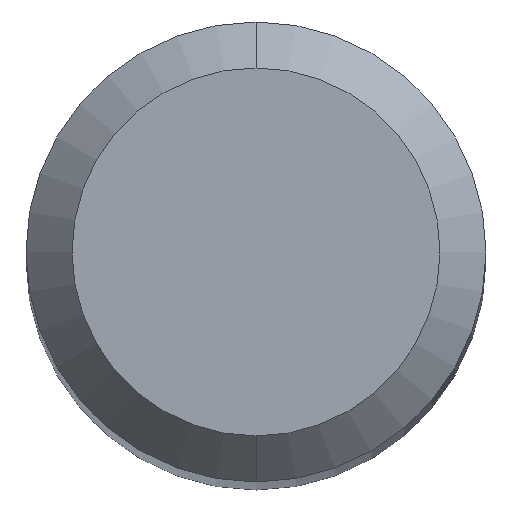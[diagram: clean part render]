
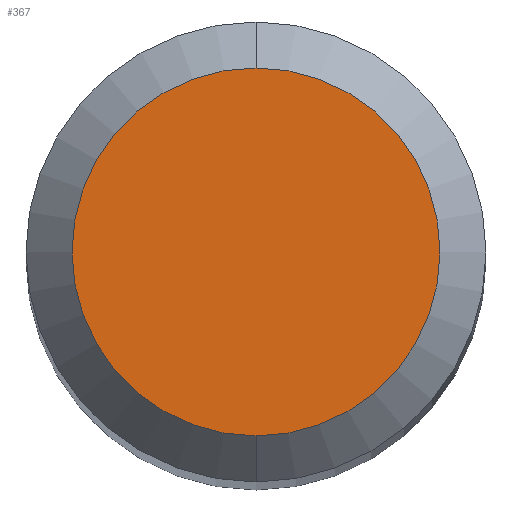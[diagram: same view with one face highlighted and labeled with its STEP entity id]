
A CAD part, top view. The second image highlights one B-rep face of the part: STEP entity #367.
In plain terms, the highlighted planar face has unit normal (0, 0, 1).
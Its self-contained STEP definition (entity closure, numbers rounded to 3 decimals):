
#183=VERTEX_POINT('',#490);
#241=VERTEX_POINT('',#552);
#283=EDGE_CURVE('',#183,#241,#599,.T.);
#367=ADVANCED_FACE('',(#694),#695,.T.);
#433=EDGE_CURVE('',#241,#183,#767,.T.);
#490=CARTESIAN_POINT('',(0.,-1.2,0.));
#552=CARTESIAN_POINT('',(0.0,1.2,0.));
#599=CIRCLE('',#1047,1.2);
#694=FACE_OUTER_BOUND('',#1215,.T.);
#695=PLANE('',#1216);
#767=CIRCLE('',#1368,1.2);
#1047=AXIS2_PLACEMENT_3D('',#1569,#1570,#1571);
#1215=EDGE_LOOP('',(#1684,#1685));
#1216=AXIS2_PLACEMENT_3D('',#1686,#1687,#1688);
#1368=AXIS2_PLACEMENT_3D('',#1767,#1768,#1769);
#1569=CARTESIAN_POINT('',(0.0,0.0,0.));
#1570=DIRECTION('',(0.0,0.0,-1.0));
#1571=DIRECTION('',(0.0,1.0,0.0));
#1684=ORIENTED_EDGE('',*,*,#433,.F.);
#1685=ORIENTED_EDGE('',*,*,#283,.F.);
#1686=CARTESIAN_POINT('',(0.0,0.6,0.));
#1687=DIRECTION('',(-0.0,0.0,1.0));
#1688=DIRECTION('',(0.0,-1.0,0.0));
#1767=CARTESIAN_POINT('',(0.0,0.0,0.));
#1768=DIRECTION('',(0.0,0.0,-1.0));
#1769=DIRECTION('',(0.0,1.0,0.0));
